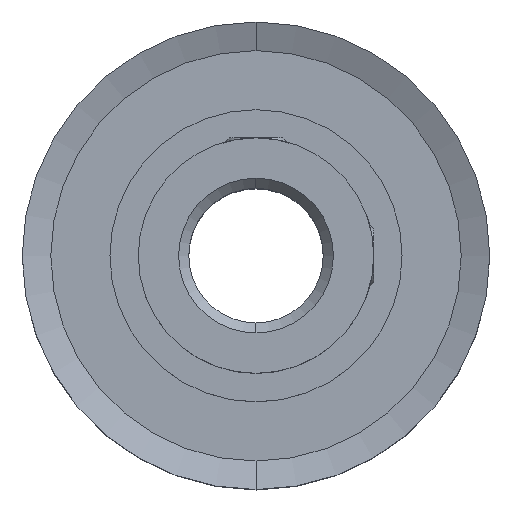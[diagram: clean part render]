
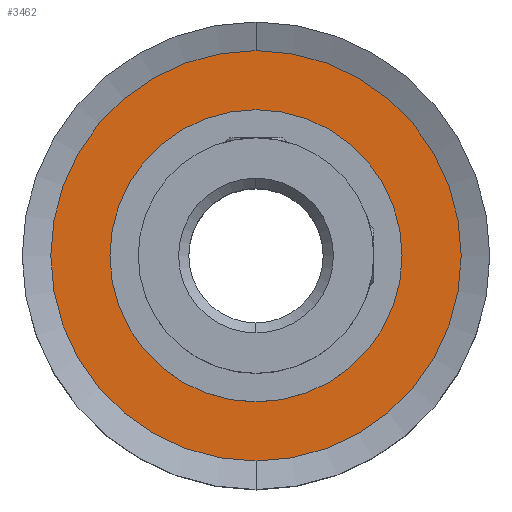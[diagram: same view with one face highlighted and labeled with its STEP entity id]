
A CAD part, top view. The second image highlights one B-rep face of the part: STEP entity #3462.
In plain terms, the highlighted planar face has unit normal (0, 0, 1).
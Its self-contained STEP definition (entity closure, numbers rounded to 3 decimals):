
#464=CARTESIAN_POINT('',(0.,0.,-0.63));
#465=DIRECTION('',(0.,0.,-1.));
#466=DIRECTION('',(1.,0.,0.));
#467=AXIS2_PLACEMENT_3D('',#464,#465,#466);
#473=CARTESIAN_POINT('',(0.,0.,-0.63));
#474=DIRECTION('',(0.,0.,1.));
#475=DIRECTION('',(0.,1.,0.));
#476=AXIS2_PLACEMENT_3D('',#473,#474,#475);
#478=CARTESIAN_POINT('',(0.,0.,-0.63));
#479=DIRECTION('',(0.,0.,-1.));
#480=DIRECTION('',(0.,1.,0.));
#481=AXIS2_PLACEMENT_3D('',#478,#479,#480);
#2281=CARTESIAN_POINT('',(0.,0.,-0.63));
#2282=DIRECTION('',(0.,0.,-1.));
#2283=DIRECTION('',(-1.,0.,0.));
#2284=AXIS2_PLACEMENT_3D('',#2281,#2282,#2283);
#3117=CARTESIAN_POINT('',(0.,12.2,-0.63));
#3118=VERTEX_POINT('',#3117);
#3123=CARTESIAN_POINT('',(0.,-12.2,-0.63));
#3124=VERTEX_POINT('',#3123);
#3147=CARTESIAN_POINT('',(8.685,0.,-0.63));
#3148=CARTESIAN_POINT('',(-8.685,0.,-0.63));
#3149=VERTEX_POINT('',#3147);
#3150=VERTEX_POINT('',#3148);
#3446=CARTESIAN_POINT('',(0.,0.,-0.63));
#3447=DIRECTION('',(0.,0.,-1.));
#3448=DIRECTION('',(0.,-1.,0.));
#3449=AXIS2_PLACEMENT_3D('',#3446,#3447,#3448);
#3450=PLANE('',#3449);
#3452=ORIENTED_EDGE('',*,*,#3451,.F.);
#3454=ORIENTED_EDGE('',*,*,#3453,.T.);
#3455=EDGE_LOOP('',(#3452,#3454));
#3456=FACE_OUTER_BOUND('',#3455,.F.);
#3457=ORIENTED_EDGE('',*,*,#3436,.F.);
#3459=ORIENTED_EDGE('',*,*,#3458,.F.);
#3460=EDGE_LOOP('',(#3457,#3459));
#3461=FACE_BOUND('',#3460,.F.);
#3462=ADVANCED_FACE('',(#3456,#3461),#3450,.F.);
#468=CIRCLE('',#467,8.685);
#477=CIRCLE('',#476,12.2);
#482=CIRCLE('',#481,12.2);
#2285=CIRCLE('',#2284,8.685);
#3436=EDGE_CURVE('',#3149,#3150,#468,.T.);
#3451=EDGE_CURVE('',#3118,#3124,#477,.T.);
#3453=EDGE_CURVE('',#3118,#3124,#482,.T.);
#3458=EDGE_CURVE('',#3150,#3149,#2285,.T.);
